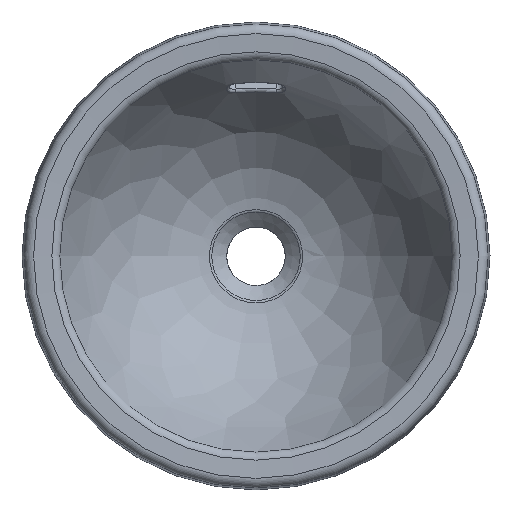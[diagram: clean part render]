
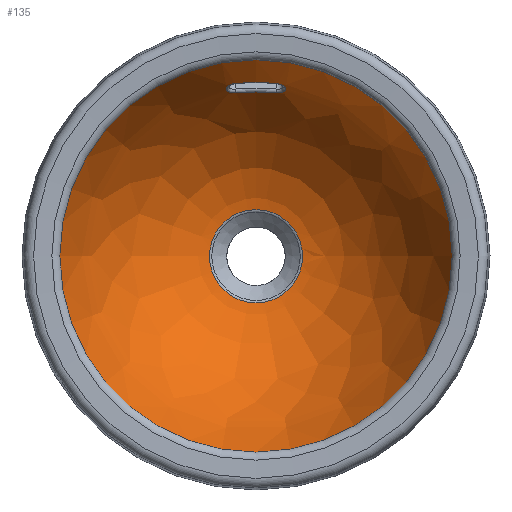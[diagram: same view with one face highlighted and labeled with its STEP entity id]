
A CAD part, top view. The second image highlights one B-rep face of the part: STEP entity #135.
In plain terms, the highlighted face is a revolution surface.
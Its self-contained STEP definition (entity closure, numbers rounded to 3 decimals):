
#43=SURFACE_OF_REVOLUTION('',#359,#45);
#45=AXIS1_PLACEMENT('',#1057,#461);
#66=CIRCLE('',#375,38.819);
#75=CIRCLE('',#389,163.486);
#107=FACE_BOUND('',#186,.T.);
#108=FACE_BOUND('',#187,.T.);
#109=FACE_BOUND('',#188,.T.);
#135=ADVANCED_FACE('',(#107,#108,#109),#43,.T.);
#186=EDGE_LOOP('',(#259));
#187=EDGE_LOOP('',(#260,#261,#262,#263));
#188=EDGE_LOOP('',(#264));
#259=ORIENTED_EDGE('',*,*,#314,.T.);
#260=ORIENTED_EDGE('',*,*,#323,.T.);
#261=ORIENTED_EDGE('',*,*,#319,.T.);
#262=ORIENTED_EDGE('',*,*,#321,.T.);
#263=ORIENTED_EDGE('',*,*,#324,.T.);
#264=ORIENTED_EDGE('',*,*,#331,.T.);
#280=VERTEX_POINT('',#842);
#283=VERTEX_POINT('',#855);
#284=VERTEX_POINT('',#862);
#285=VERTEX_POINT('',#915);
#286=VERTEX_POINT('',#938);
#293=VERTEX_POINT('',#1017);
#314=EDGE_CURVE('',#280,#280,#66,.T.);
#319=EDGE_CURVE('',#283,#284,#352,.T.);
#321=EDGE_CURVE('',#284,#285,#354,.T.);
#323=EDGE_CURVE('',#286,#283,#356,.T.);
#324=EDGE_CURVE('',#285,#286,#357,.T.);
#331=EDGE_CURVE('',#293,#293,#75,.T.);
#352=B_SPLINE_CURVE_WITH_KNOTS('',3,(#863,#864,#865,#866,#867,#868,#869,
#870,#871,#872),.UNSPECIFIED.,.F.,.F.,(4,2,2,2,4),(0.,0.25,0.5,0.75,1.),
 .UNSPECIFIED.);
#354=B_SPLINE_CURVE_WITH_KNOTS('',3,(#916,#917,#918,#919),.UNSPECIFIED.,
 .F.,.F.,(4,4),(0.,1.),.UNSPECIFIED.);
#356=B_SPLINE_CURVE_WITH_KNOTS('',3,(#939,#940,#941,#942),.UNSPECIFIED.,
 .F.,.F.,(4,4),(0.,1.),.UNSPECIFIED.);
#357=B_SPLINE_CURVE_WITH_KNOTS('',3,(#955,#956,#957,#958,#959,#960,#961,
#962,#963,#964),.UNSPECIFIED.,.F.,.F.,(4,2,2,2,4),(0.,0.25,0.5,0.75,1.),
 .UNSPECIFIED.);
#359=B_SPLINE_CURVE_WITH_KNOTS('',3,(#1051,#1052,#1053,#1054,#1055,#1056),
 .UNSPECIFIED.,.F.,.F.,(4,1,1,4),(0.,0.375,0.625,1.),.UNSPECIFIED.);
#375=AXIS2_PLACEMENT_3D('',#841,#412,#413);
#389=AXIS2_PLACEMENT_3D('',#1016,#440,#441);
#412=DIRECTION('',(0.,0.,-1.));
#413=DIRECTION('',(1.,0.,0.));
#440=DIRECTION('',(0.,0.,1.));
#441=DIRECTION('',(1.,0.,0.));
#461=DIRECTION('',(0.,0.,1.));
#841=CARTESIAN_POINT('',(0.,0.,-139.825));
#842=CARTESIAN_POINT('',(38.819,0.,-139.825));
#855=CARTESIAN_POINT('',(-16.756,136.035,-61.203));
#862=CARTESIAN_POINT('',(-16.761,144.017,-47.808));
#863=CARTESIAN_POINT('',(-16.756,136.035,-61.203));
#864=CARTESIAN_POINT('',(-18.805,135.852,-61.093));
#865=CARTESIAN_POINT('',(-20.805,136.089,-60.249));
#866=CARTESIAN_POINT('',(-23.664,137.273,-57.606));
#867=CARTESIAN_POINT('',(-24.504,138.226,-55.807));
#868=CARTESIAN_POINT('',(-24.511,140.313,-52.317));
#869=CARTESIAN_POINT('',(-23.691,141.441,-50.631));
#870=CARTESIAN_POINT('',(-20.802,143.223,-48.303));
#871=CARTESIAN_POINT('',(-18.811,143.838,-47.701));
#872=CARTESIAN_POINT('',(-16.761,144.017,-47.808));
#915=CARTESIAN_POINT('',(16.761,144.017,-47.808));
#916=CARTESIAN_POINT('',(-16.761,144.017,-47.808));
#917=CARTESIAN_POINT('',(-5.615,144.988,-48.39));
#918=CARTESIAN_POINT('',(5.615,144.988,-48.39));
#919=CARTESIAN_POINT('',(16.761,144.017,-47.808));
#938=CARTESIAN_POINT('',(16.756,136.035,-61.203));
#939=CARTESIAN_POINT('',(16.756,136.035,-61.203));
#940=CARTESIAN_POINT('',(5.615,137.029,-61.8));
#941=CARTESIAN_POINT('',(-5.615,137.029,-61.8));
#942=CARTESIAN_POINT('',(-16.756,136.035,-61.203));
#955=CARTESIAN_POINT('',(16.761,144.017,-47.808));
#956=CARTESIAN_POINT('',(18.811,143.838,-47.701));
#957=CARTESIAN_POINT('',(20.813,143.215,-48.313));
#958=CARTESIAN_POINT('',(23.671,141.454,-50.613));
#959=CARTESIAN_POINT('',(24.508,140.319,-52.306));
#960=CARTESIAN_POINT('',(24.507,138.232,-55.796));
#961=CARTESIAN_POINT('',(23.683,137.282,-57.586));
#962=CARTESIAN_POINT('',(20.794,136.083,-60.261));
#963=CARTESIAN_POINT('',(18.805,135.852,-61.093));
#964=CARTESIAN_POINT('',(16.756,136.035,-61.203));
#1016=CARTESIAN_POINT('',(0.,0.,-6.192));
#1017=CARTESIAN_POINT('',(163.486,0.,-6.192));
#1051=CARTESIAN_POINT('',(0.,165.,-1.5));
#1052=CARTESIAN_POINT('',(0.,157.687,-25.055));
#1053=CARTESIAN_POINT('',(0.,139.121,-61.73));
#1054=CARTESIAN_POINT('',(0.,98.458,-113.84));
#1055=CARTESIAN_POINT('',(0.,62.673,-136.175));
#1056=CARTESIAN_POINT('',(0.,37.72,-140.));
#1057=CARTESIAN_POINT('',(0.,0.,0.));
